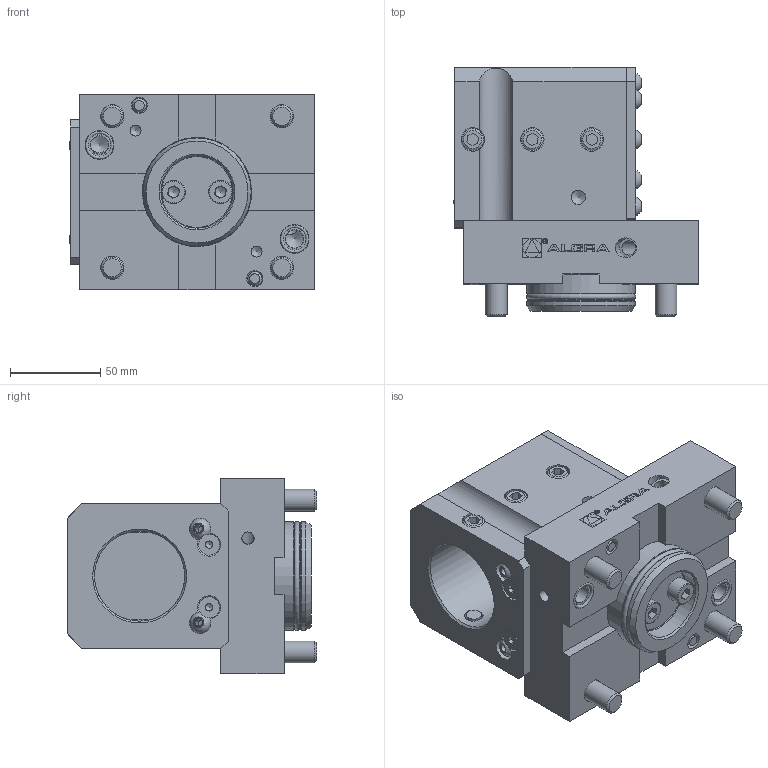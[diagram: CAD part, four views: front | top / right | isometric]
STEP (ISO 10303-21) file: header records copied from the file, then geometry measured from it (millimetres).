
FILE_DESCRIPTION (( 'STEP AP214' ), '1' );
FILE_NAME ('E10BS50NLX80.STEP', '2022-01-27T14:42:11', ( '' ), ( '' ), 'SwSTEP 2.0', 'SolidWorks 2016', '' );
FILE_SCHEMA (( 'AUTOMOTIVE_DESIGN' ));
Length unit declared in the file: millimetre
Products named in the file (16): 06023U_Vite M12 X 40_06023U_Vite M12 X 40; 06096I_Vite(STCEIEC)M12x16_06096I_Vite(STCEIEC)M12x16; 050JOH_O-Ring 3.0x45(VITON)_050JOH_O-Ring 3.0x45(VITON); 10.57.75.04_Finito_Finito; 050JOG_O-Ring 3x54.5(FKM)_050JOG_O-Ring 3x54.5(FKM); 0602Q3_Vite M6 X 12_0602Q3_Vite M6 X 12; Logo Algra_R_NEW_Logo Algra - x1; NL-10-0001_Finito; NL-01-0023_Finito; 06022H_Vite M8 X 25_06022H_Vite M8 X 25; 0602UB_Vite(TSPCEI)M6x8_0602UB_Vite(TSPCEI)M6x8; 06095Y_Vite(STCEIEC)M8x25_06095Y_Vite(STCEIEC)M8x25; 050JM2_O-Ring 1.5x9.5_050JM2_O-Ring 1.5x9.5; NL-03-0006_Finito; E10BS50NLX80; 050J0M_O-Ring 1,78x12,42_050J0M_O-Ring 1,78x12,42
Assembly tree (37 placements, depth 2):
  E10BS50NLX80
    NL-01-0023_Finito
    06022H_Vite M8 X 25_06022H_Vite M8 X 25  x2
    NL-10-0001_Finito
    050JOH_O-Ring 3.0x45(VITON)_050JOH_O-Ring 3.0x45(VITON)
    050JOG_O-Ring 3x54.5(FKM)_050JOG_O-Ring 3x54.5(FKM)
    050J0M_O-Ring 1,78x12,42_050J0M_O-Ring 1,78x12,42  x2
    06095Y_Vite(STCEIEC)M8x25_06095Y_Vite(STCEIEC)M8x25  x2
    06023U_Vite M12 X 40_06023U_Vite M12 X 40  x4
    NL-03-0006_Finito
    0602Q3_Vite M6 X 12_0602Q3_Vite M6 X 12  x9
    06096I_Vite(STCEIEC)M12x16_06096I_Vite(STCEIEC)M12x16  x6
    0602UB_Vite(TSPCEI)M6x8_0602UB_Vite(TSPCEI)M6x8  x2
    10.57.75.04_Finito_Finito  x2
    050JM2_O-Ring 1.5x9.5_050JM2_O-Ring 1.5x9.5  x2
    Logo Algra_R_NEW_Logo Algra - x1
Bounding box: 135.57 x 138 x 108.01 mm (x, y, z)
Volume: 951974.7 mm3; surface area: 172929.7 mm2
Topology: 45 solids, 45 shells, 795 faces, 1814 edges, 1136 vertices
Faces by surface type: plane 487, cylinder 156, cone 100, torus 34, sphere 11, bspline 7
Full cylindrical faces by diameter (mm): 2 x1, 2.5 x1, 3 x1, 4.2 x2, 5 x11, 5.5 x2, 6 x13, 6.5 x9, 6.8 x6, 8 x8, 8.5 x6, 8.8 x3, 9 x6, 9.728 x1, 10.132 x1, 10.2 x8, 10.5 x9, 11 x1, 11.57 x2, 12 x12, 13 x12, 18 x4, 19 x4, 40 x1, 45 x1, 50 x1, 53.2 x1, 55 x1, 59.9 x3
Entity records: 14594 total; most frequent: CARTESIAN_POINT 3638, DIRECTION 2031, ORIENTED_EDGE 1682, EDGE_CURVE 841, AXIS2_PLACEMENT_3D 764, EDGE_LOOP 687, VERTEX_POINT 620, FACE_OUTER_BOUND 539
